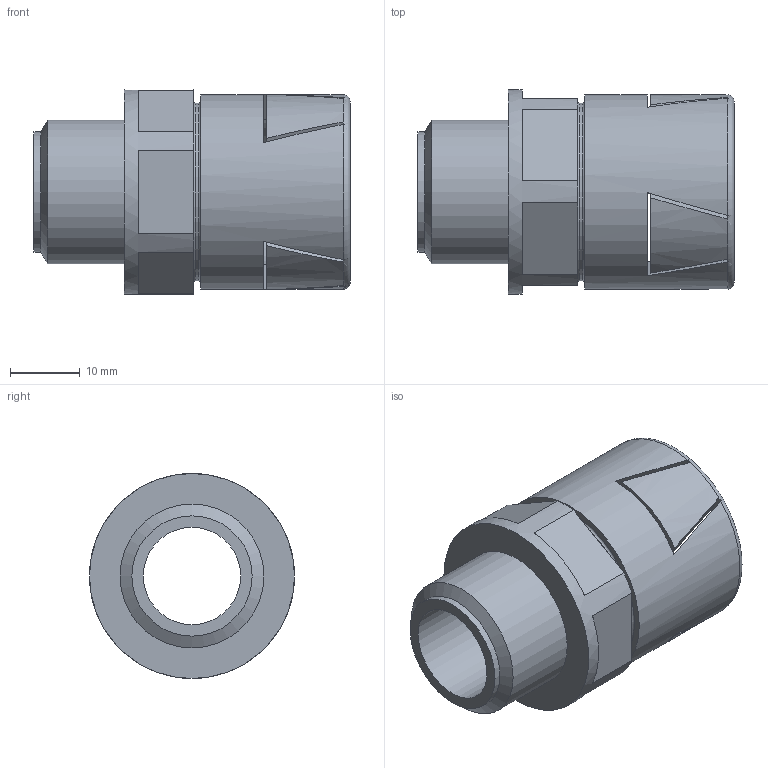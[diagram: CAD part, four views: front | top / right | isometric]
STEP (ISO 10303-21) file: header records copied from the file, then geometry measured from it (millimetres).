
FILE_DESCRIPTION( ( 'STEP AP203' ), '1' );
FILE_NAME( 'FLEXA RQLG1-N 5715.021.205.stp', '2020-03-24T08:28:17', ( 'License CC BY-ND 4.0' ), ( 'CADENAS' ), ' ', 'PARTsolutions', ' ' );
FILE_SCHEMA( ( 'CONFIG_CONTROL_DESIGN' ) );
Length unit declared in the file: millimetre
Products named in the file (1): _FLEXA RQLG1-N 5715.021.205
Bounding box: 45.5 x 29.5 x 29.5 mm (x, y, z)
Volume: 11630.4 mm3; surface area: 8204.7 mm2
Topology: 1 solids, 1 shells, 57 faces, 155 edges, 100 vertices
Faces by surface type: plane 42, cylinder 11, torus 3, cone 1
Full cylindrical faces by diameter (mm): 14 x1, 17.3 x1, 20.7 x1, 21.2 x1, 25.5 x1, 28 x1, 29.5 x1
Entity records: 1758 total; most frequent: CARTESIAN_POINT 321, DIRECTION 312, ORIENTED_EDGE 270, EDGE_CURVE 135, AXIS2_PLACEMENT_3D 132, VERTEX_POINT 93, EDGE_LOOP 76, FACE_OUTER_BOUND 66
